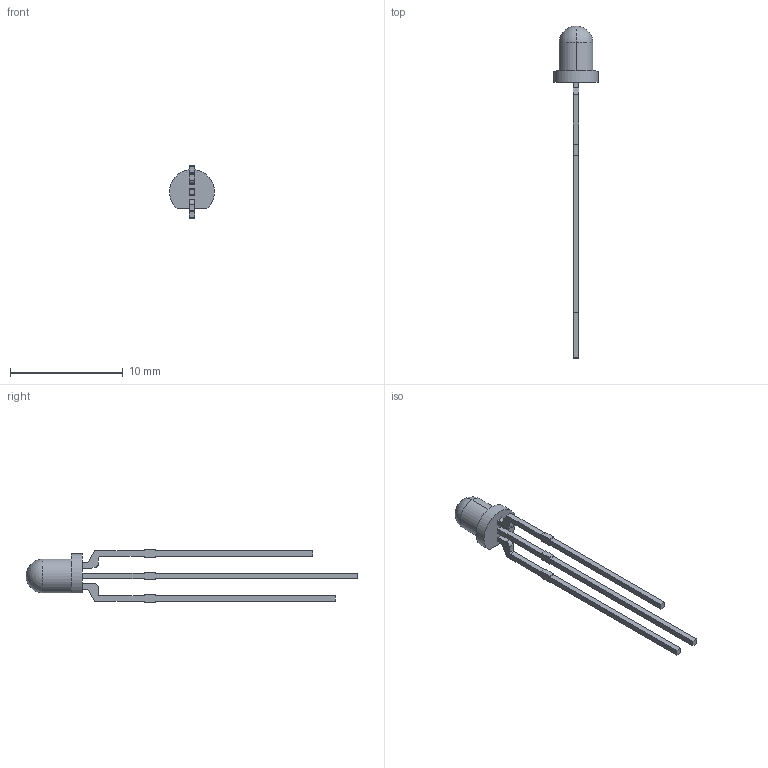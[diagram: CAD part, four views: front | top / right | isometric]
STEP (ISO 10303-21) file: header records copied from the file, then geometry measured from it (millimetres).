
FILE_DESCRIPTION (( 'STEP AP214' ), '1' );
FILE_NAME ('WP3V.STEP', '2008-09-07T18:05:48', ( '' ), ( '' ), 'SwSTEP 2.0', 'SolidWorks 2008', '' );
FILE_SCHEMA (( 'AUTOMOTIVE_DESIGN' ));
Length unit declared in the file: millimetre
Products named in the file (1): WP3V
Bounding box: 4 x 29.5 x 4.7 mm (x, y, z)
Volume: 54.2 mm3; surface area: 207.1 mm2
Topology: 1 solids, 1 shells, 344 faces, 934 edges, 621 vertices
Faces by surface type: plane 219, bspline 116, cylinder 7, sphere 2
Entity records: 19969 total; most frequent: CARTESIAN_POINT 8282, ORIENTED_EDGE 1860, DIRECTION 1172, EDGE_CURVE 930, VECTOR 682, LINE 682, VERTEX_POINT 619, EDGE_LOOP 375
